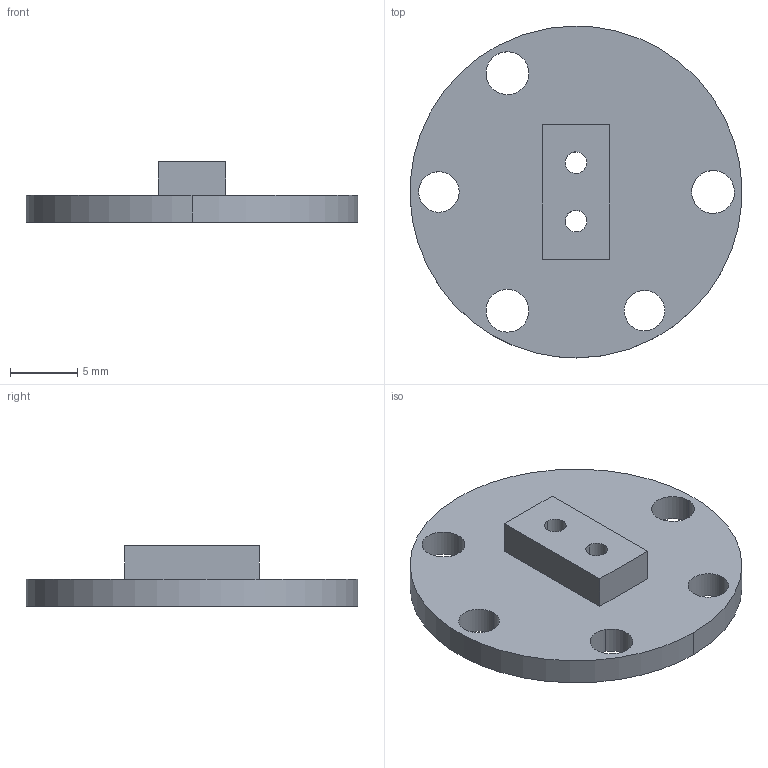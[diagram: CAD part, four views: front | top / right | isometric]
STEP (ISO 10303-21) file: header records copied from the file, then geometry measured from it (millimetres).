
FILE_DESCRIPTION(/* description */ (''),/* implementation_level */ '2;1');
FILE_NAME(/* name */ 'faceplateAdapter',/* time_stamp */ '2016-09-27T15:20:19-04:00',/* author */ (''),/* organization */ (''),/* preprocessor_version */ 'ST-DEVELOPER v15',/* originating_system */ '',/* authorisation */ '');
FILE_SCHEMA (('AUTOMOTIVE_DESIGN'));
Length unit declared in the file: millimetre
Products named in the file (1): Document
Bounding box: 24.57 x 24.6 x 4.5 mm (x, y, z)
Volume: 984.4 mm3; surface area: 1242.2 mm2
Topology: 1 solids, 1 shells, 27 faces, 68 edges, 44 vertices
Faces by surface type: bspline 20, plane 7
Entity records: 923 total; most frequent: CARTESIAN_POINT 497, ORIENTED_EDGE 136, EDGE_CURVE 68, VERTEX_POINT 44, EDGE_LOOP 42, ADVANCED_FACE 27, FACE_OUTER_BOUND 27, FACE_BOUND 15
